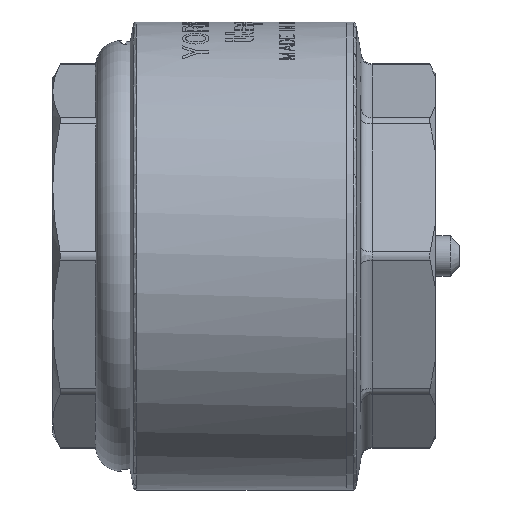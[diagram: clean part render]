
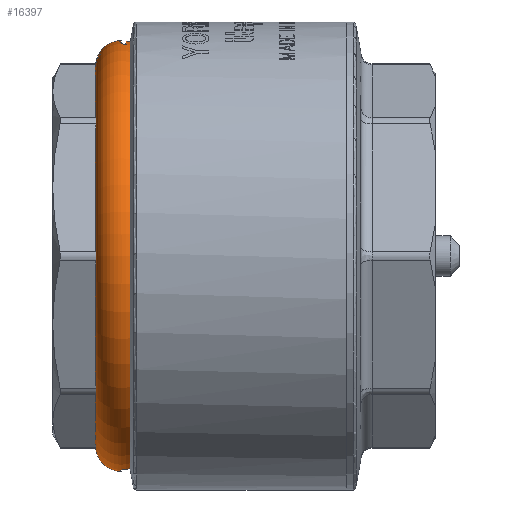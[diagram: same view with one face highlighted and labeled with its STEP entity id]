
A CAD part, left-side view. The second image highlights one B-rep face of the part: STEP entity #16397.
In plain terms, the highlighted toroidal (fillet/blend) face has major radius 51 mm and minor radius 7 mm.
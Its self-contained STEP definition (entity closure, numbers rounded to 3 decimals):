
#302 = VERTEX_POINT ( 'NONE', #2168 ) ;
#1052 = AXIS2_PLACEMENT_3D ( 'NONE', #7707, #16963, #10951 ) ;
#1619 = CIRCLE ( 'NONE', #3517, 58. ) ;
#2168 = CARTESIAN_POINT ( 'NONE',  ( 0.152, -15.654, 45.632 ) ) ;
#3517 = AXIS2_PLACEMENT_3D ( 'NONE', #4233, #19553, #16271 ) ;
#3581 = TOROIDAL_SURFACE ( 'NONE', #1052, 51., 7. ) ;
#4233 = CARTESIAN_POINT ( 'NONE',  ( 0., -18.528, 0. ) ) ;
#6541 = EDGE_CURVE ( 'NONE', #7951, #302, #6666, .T. ) ;
#6666 = CIRCLE ( 'NONE', #6943, 44. ) ;
#6943 = AXIS2_PLACEMENT_3D ( 'NONE', #12375, #15496, #19940 ) ;
#7707 = CARTESIAN_POINT ( 'NONE',  ( 0., -18.528, 0. ) ) ;
#7951 = VERTEX_POINT ( 'NONE', #12138 ) ;
#9594 = EDGE_LOOP ( 'NONE', ( #10756, #16196 ) ) ;
#10756 = ORIENTED_EDGE ( 'NONE', *, *, #17154, .F. ) ;
#10951 = DIRECTION ( 'NONE',  ( 0., 0., -1. ) ) ;
#12138 = CARTESIAN_POINT ( 'NONE',  ( 0.152, -15.654, -45.632 ) ) ;
#12375 = CARTESIAN_POINT ( 'NONE',  ( 0., -18.528, 0. ) ) ;
#15496 = DIRECTION ( 'NONE',  ( 0., -1., 0. ) ) ;
#16196 = ORIENTED_EDGE ( 'NONE', *, *, #6541, .T. ) ;
#16271 = DIRECTION ( 'NONE',  ( 0., 0., -1. ) ) ;
#16397 = ADVANCED_FACE ( 'NONE', ( #17046 ), #3581, .T. ) ;
#16963 = DIRECTION ( 'NONE',  ( 0., -1., 0. ) ) ;
#17046 = FACE_OUTER_BOUND ( 'NONE', #9594, .T. ) ;
#17154 = EDGE_CURVE ( 'NONE', #7951, #302, #1619, .T. ) ;
#19553 = DIRECTION ( 'NONE',  ( 0., -1., 0. ) ) ;
#19940 = DIRECTION ( 'NONE',  ( 0., 0., -1. ) ) ;
